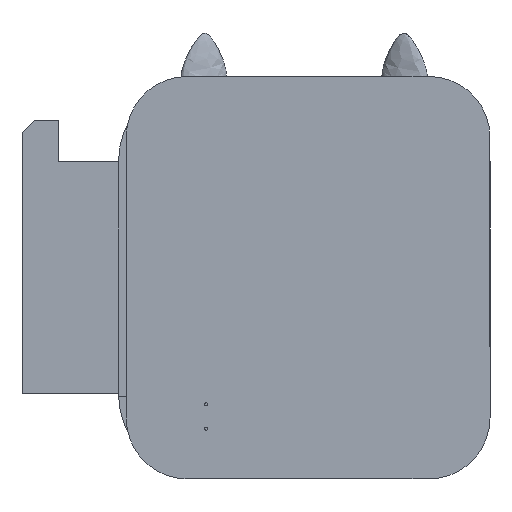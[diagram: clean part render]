
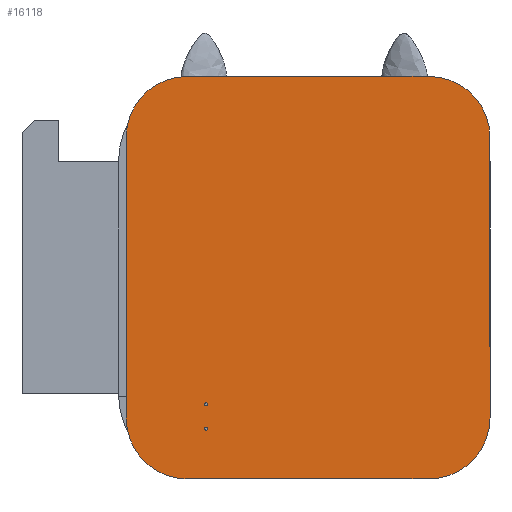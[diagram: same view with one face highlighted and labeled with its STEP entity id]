
A CAD part, front view. The second image highlights one B-rep face of the part: STEP entity #16118.
In plain terms, the highlighted face is planar.
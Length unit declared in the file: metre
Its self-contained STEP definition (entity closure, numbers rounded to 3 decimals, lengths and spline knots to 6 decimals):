
#1360=LINE('',#26802,#2823);
#1364=LINE('',#26811,#2827);
#1368=LINE('',#26820,#2831);
#1374=LINE('',#26834,#2837);
#2823=VECTOR('',#21672,1.);
#2827=VECTOR('',#21678,1.);
#2831=VECTOR('',#21684,1.);
#2837=VECTOR('',#21692,1.);
#3795=CIRCLE('',#18097,0.00065);
#3796=CIRCLE('',#18098,0.00065);
#3797=CIRCLE('',#18099,0.025);
#3798=CIRCLE('',#18100,0.025);
#3799=CIRCLE('',#18101,0.025);
#3800=CIRCLE('',#18102,0.025);
#4575=PLANE('',#18096);
#7593=ORIENTED_EDGE('',*,*,#10822,.F.);
#7594=ORIENTED_EDGE('',*,*,#10823,.F.);
#7595=ORIENTED_EDGE('',*,*,#10820,.F.);
#7596=ORIENTED_EDGE('',*,*,#10824,.T.);
#7597=ORIENTED_EDGE('',*,*,#10806,.F.);
#7598=ORIENTED_EDGE('',*,*,#10825,.T.);
#7599=ORIENTED_EDGE('',*,*,#10810,.T.);
#7600=ORIENTED_EDGE('',*,*,#10826,.T.);
#7601=ORIENTED_EDGE('',*,*,#10814,.T.);
#7602=ORIENTED_EDGE('',*,*,#10827,.T.);
#10806=EDGE_CURVE('',#13850,#13851,#1360,.T.);
#10810=EDGE_CURVE('',#13854,#13855,#1364,.T.);
#10814=EDGE_CURVE('',#13858,#13859,#1368,.T.);
#10820=EDGE_CURVE('',#13864,#13865,#1374,.T.);
#10822=EDGE_CURVE('',#13866,#13866,#3795,.T.);
#10823=EDGE_CURVE('',#13867,#13867,#3796,.T.);
#10824=EDGE_CURVE('',#13864,#13851,#3797,.T.);
#10825=EDGE_CURVE('',#13850,#13854,#3798,.T.);
#10826=EDGE_CURVE('',#13855,#13858,#3799,.T.);
#10827=EDGE_CURVE('',#13859,#13865,#3800,.T.);
#12359=EDGE_LOOP('',(#7593));
#12360=EDGE_LOOP('',(#7594));
#12361=EDGE_LOOP('',(#7595,#7596,#7597,#7598,#7599,#7600,#7601,#7602));
#13850=VERTEX_POINT('',#26803);
#13851=VERTEX_POINT('',#26804);
#13854=VERTEX_POINT('',#26812);
#13855=VERTEX_POINT('',#26813);
#13858=VERTEX_POINT('',#26821);
#13859=VERTEX_POINT('',#26822);
#13864=VERTEX_POINT('',#26833);
#13865=VERTEX_POINT('',#26835);
#13866=VERTEX_POINT('',#26839);
#13867=VERTEX_POINT('',#26841);
#15033=FACE_BOUND('',#12359,.T.);
#15034=FACE_BOUND('',#12360,.T.);
#15035=FACE_BOUND('',#12361,.T.);
#16118=ADVANCED_FACE('',(#15033,#15034,#15035),#4575,.T.);
#18096=AXIS2_PLACEMENT_3D('',#26837,#21694,#21695);
#18097=AXIS2_PLACEMENT_3D('',#26838,#21696,#21697);
#18098=AXIS2_PLACEMENT_3D('',#26840,#21698,#21699);
#18099=AXIS2_PLACEMENT_3D('',#26842,#21700,#21701);
#18100=AXIS2_PLACEMENT_3D('',#26843,#21702,#21703);
#18101=AXIS2_PLACEMENT_3D('',#26844,#21704,#21705);
#18102=AXIS2_PLACEMENT_3D('',#26845,#21706,#21707);
#21672=DIRECTION('',(-1.,0.,0.));
#21678=DIRECTION('',(0.,1.,0.));
#21684=DIRECTION('',(-1.,0.,0.));
#21692=DIRECTION('',(0.,1.,0.));
#21694=DIRECTION('',(0.,0.,1.));
#21695=DIRECTION('',(1.,0.,0.));
#21696=DIRECTION('',(0.,0.,1.));
#21697=DIRECTION('',(1.,0.,0.));
#21698=DIRECTION('',(0.,0.,1.));
#21699=DIRECTION('',(1.,0.,0.));
#21700=DIRECTION('',(0.,0.,1.));
#21701=DIRECTION('',(1.,0.,0.));
#21702=DIRECTION('',(0.,0.,1.));
#21703=DIRECTION('',(1.,0.,0.));
#21704=DIRECTION('',(0.,0.,1.));
#21705=DIRECTION('',(1.,0.,0.));
#21706=DIRECTION('',(0.,0.,1.));
#21707=DIRECTION('',(1.,0.,0.));
#26802=CARTESIAN_POINT('',(0.,-0.08255,0.004));
#26803=CARTESIAN_POINT('',(0.04962,-0.08255,0.004));
#26804=CARTESIAN_POINT('',(-0.04962,-0.08255,0.004));
#26811=CARTESIAN_POINT('',(0.07462,0.,0.004));
#26812=CARTESIAN_POINT('',(0.07462,-0.05755,0.004));
#26813=CARTESIAN_POINT('',(0.07462,0.05755,0.004));
#26820=CARTESIAN_POINT('',(0.,0.08255,0.004));
#26821=CARTESIAN_POINT('',(0.04962,0.08255,0.004));
#26822=CARTESIAN_POINT('',(-0.04962,0.08255,0.004));
#26833=CARTESIAN_POINT('',(-0.07462,-0.05755,0.004));
#26834=CARTESIAN_POINT('',(-0.07462,0.,0.004));
#26835=CARTESIAN_POINT('',(-0.07462,0.05755,0.004));
#26837=CARTESIAN_POINT('',(0.,0.,0.004));
#26838=CARTESIAN_POINT('',(-0.04178,-0.05195,0.004));
#26839=CARTESIAN_POINT('',(-0.04113,-0.05195,0.004));
#26840=CARTESIAN_POINT('',(-0.04178,-0.06195,0.004));
#26841=CARTESIAN_POINT('',(-0.04113,-0.06195,0.004));
#26842=CARTESIAN_POINT('',(-0.04962,-0.05755,0.004));
#26843=CARTESIAN_POINT('',(0.04962,-0.05755,0.004));
#26844=CARTESIAN_POINT('',(0.04962,0.05755,0.004));
#26845=CARTESIAN_POINT('',(-0.04962,0.05755,0.004));
